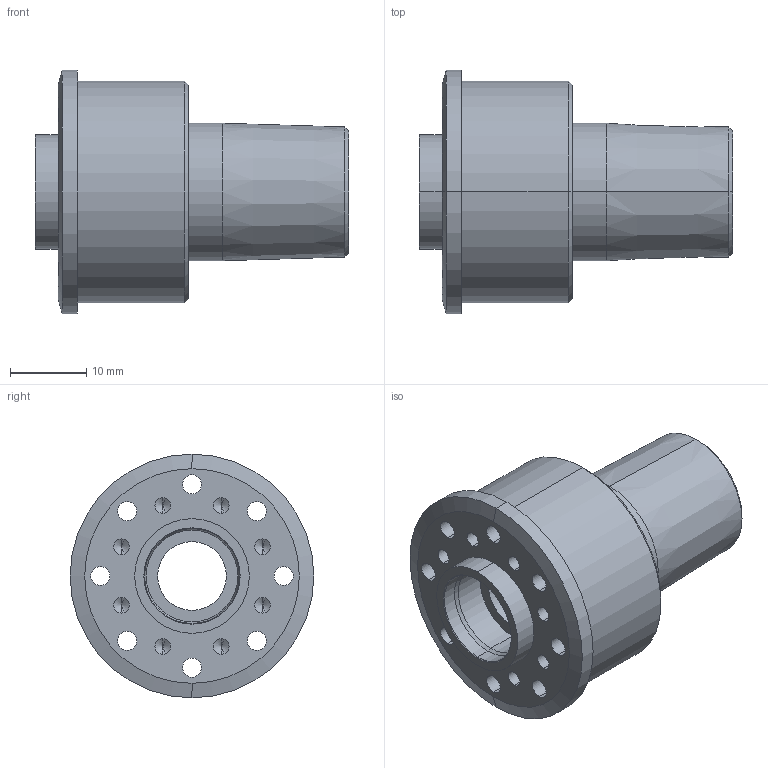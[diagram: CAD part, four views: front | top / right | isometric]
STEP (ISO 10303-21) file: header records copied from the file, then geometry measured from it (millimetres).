
FILE_DESCRIPTION (( 'STEP AP203' ), '1' );
FILE_NAME ('Moyeu Ar Proto - Inox.STEP', '2020-06-15T16:33:29', ( '' ), ( '' ), 'SwSTEP 2.0', 'SolidWorks 2020', '' );
FILE_SCHEMA (( 'CONFIG_CONTROL_DESIGN' ));
Length unit declared in the file: millimetre
Products named in the file (1): Moyeu Ar Proto - Inox
Bounding box: 41 x 31.9 x 31.9 mm (x, y, z)
Volume: 13021.7 mm3; surface area: 7094.8 mm2
Topology: 1 solids, 1 shells, 85 faces, 202 edges, 116 vertices
Faces by surface type: cylinder 48, cone 30, plane 7
Entity records: 2469 total; most frequent: DIRECTION 466, CARTESIAN_POINT 388, ORIENTED_EDGE 372, AXIS2_PLACEMENT_3D 194, EDGE_CURVE 186, EDGE_LOOP 116, VERTEX_POINT 116, CIRCLE 108
